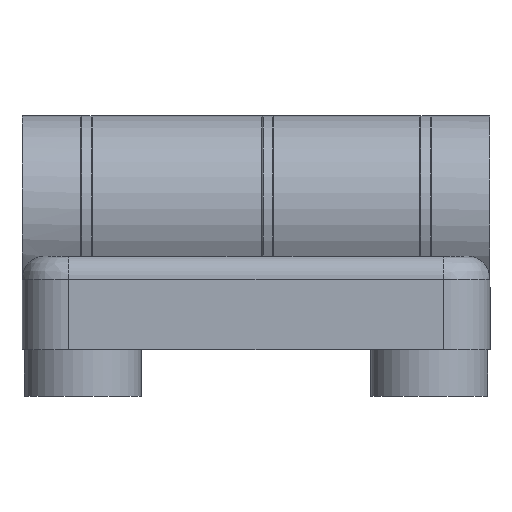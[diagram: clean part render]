
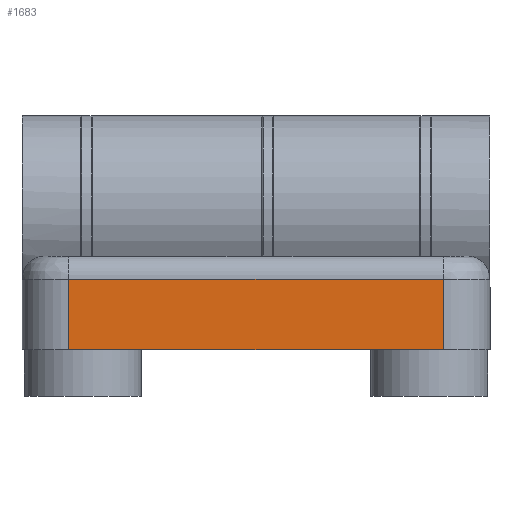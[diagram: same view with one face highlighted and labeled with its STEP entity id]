
A CAD part, left-side view. The second image highlights one B-rep face of the part: STEP entity #1683.
In plain terms, the highlighted face is planar.
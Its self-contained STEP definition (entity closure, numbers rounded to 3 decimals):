
#151=PLANE('',#1971);
#231=FACE_OUTER_BOUND('',#349,.T.);
#349=EDGE_LOOP('',(#1417,#1418,#1419,#1420));
#468=LINE('',#3032,#583);
#472=LINE('',#3065,#587);
#473=LINE('',#3067,#588);
#474=LINE('',#3068,#589);
#583=VECTOR('',#2392,10.);
#587=VECTOR('',#2406,10.);
#588=VECTOR('',#2407,10.);
#589=VECTOR('',#2408,10.);
#823=VERTEX_POINT('',#3008);
#828=VERTEX_POINT('',#3030);
#833=VERTEX_POINT('',#3064);
#834=VERTEX_POINT('',#3066);
#1029=EDGE_CURVE('',#828,#823,#468,.T.);
#1037=EDGE_CURVE('',#833,#828,#472,.T.);
#1038=EDGE_CURVE('',#833,#834,#473,.T.);
#1039=EDGE_CURVE('',#823,#834,#474,.T.);
#1417=ORIENTED_EDGE('',*,*,#1029,.F.);
#1418=ORIENTED_EDGE('',*,*,#1037,.F.);
#1419=ORIENTED_EDGE('',*,*,#1038,.T.);
#1420=ORIENTED_EDGE('',*,*,#1039,.F.);
#1683=ADVANCED_FACE('',(#231),#151,.T.);
#1971=AXIS2_PLACEMENT_3D('',#3063,#2404,#2405);
#2392=DIRECTION('',(0.,-1.,0.));
#2404=DIRECTION('center_axis',(1.,0.,0.));
#2405=DIRECTION('ref_axis',(0.,0.,-1.));
#2406=DIRECTION('',(0.,0.,-1.));
#2407=DIRECTION('',(0.,-1.,0.));
#2408=DIRECTION('',(0.,0.,1.));
#3008=CARTESIAN_POINT('',(11.316,-6.368,1.));
#3030=CARTESIAN_POINT('',(11.316,9.632,1.));
#3032=CARTESIAN_POINT('',(11.316,6.632,1.));
#3063=CARTESIAN_POINT('Origin',(11.316,11.632,0.));
#3064=CARTESIAN_POINT('',(11.316,9.632,4.));
#3065=CARTESIAN_POINT('',(11.316,9.632,0.));
#3066=CARTESIAN_POINT('',(11.316,-6.368,4.));
#3067=CARTESIAN_POINT('',(11.316,11.632,4.));
#3068=CARTESIAN_POINT('',(11.316,-6.368,0.));
